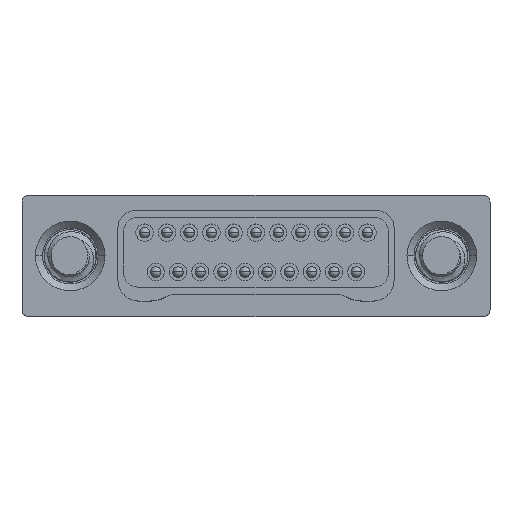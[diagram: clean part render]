
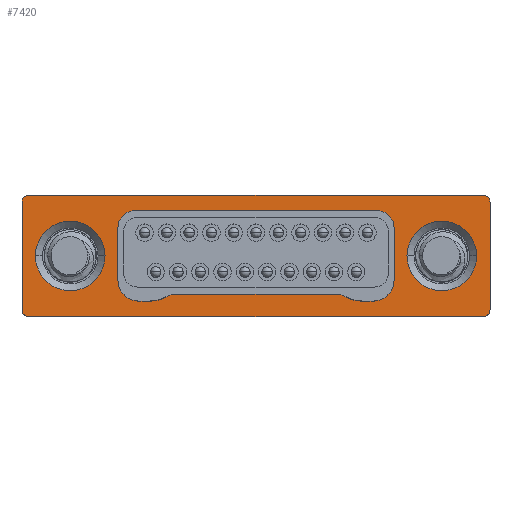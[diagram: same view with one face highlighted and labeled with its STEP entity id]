
A CAD part, top view. The second image highlights one B-rep face of the part: STEP entity #7420.
In plain terms, the highlighted planar face has unit normal (0, 0, 1).
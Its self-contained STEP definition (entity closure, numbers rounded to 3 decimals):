
#349=CARTESIAN_POINT('',(7.21,2.349,27.95));
#350=DIRECTION('',(0.,0.,1.));
#351=DIRECTION('',(1.,0.,0.));
#352=AXIS2_PLACEMENT_3D('',#349,#350,#351);
#354=CARTESIAN_POINT('',(7.21,-0.731,27.95));
#355=DIRECTION('',(0.,0.,1.));
#356=DIRECTION('',(0.,-1.,0.));
#357=AXIS2_PLACEMENT_3D('',#354,#355,#356);
#359=CARTESIAN_POINT('',(-5.83,-0.731,27.95));
#360=DIRECTION('',(0.,0.,1.));
#361=DIRECTION('',(-1.,0.,0.));
#362=AXIS2_PLACEMENT_3D('',#359,#360,#361);
#364=CARTESIAN_POINT('',(-5.83,2.349,27.95));
#365=DIRECTION('',(0.,0.,1.));
#366=DIRECTION('',(0.,1.,0.));
#367=AXIS2_PLACEMENT_3D('',#364,#365,#366);
#369=CARTESIAN_POINT('',(-4.645,0.809,27.95));
#370=DIRECTION('',(0.,0.,-1.));
#371=DIRECTION('',(1.,0.,0.));
#372=AXIS2_PLACEMENT_3D('',#369,#370,#371);
#374=CARTESIAN_POINT('',(-4.645,0.809,27.95));
#375=DIRECTION('',(0.,0.,-1.));
#376=DIRECTION('',(-1.,0.,0.));
#377=AXIS2_PLACEMENT_3D('',#374,#375,#376);
#379=CARTESIAN_POINT('',(6.025,0.809,27.95));
#380=DIRECTION('',(0.,0.,-1.));
#381=DIRECTION('',(1.,0.,0.));
#382=AXIS2_PLACEMENT_3D('',#379,#380,#381);
#384=CARTESIAN_POINT('',(6.025,0.809,27.95));
#385=DIRECTION('',(0.,0.,-1.));
#386=DIRECTION('',(-1.,0.,0.));
#387=AXIS2_PLACEMENT_3D('',#384,#385,#386);
#389=CARTESIAN_POINT('',(4.055,0.109,27.95));
#390=DIRECTION('',(0.,0.,-1.));
#391=DIRECTION('',(1.,0.,0.));
#392=AXIS2_PLACEMENT_3D('',#389,#390,#391);
#394=CARTESIAN_POINT('',(4.155,1.609,27.95));
#395=DIRECTION('',(0.,0.,-1.));
#396=DIRECTION('',(0.,1.,0.));
#397=AXIS2_PLACEMENT_3D('',#394,#395,#396);
#399=CARTESIAN_POINT('',(-2.775,1.609,27.95));
#400=DIRECTION('',(0.,0.,-1.));
#401=DIRECTION('',(-1.,0.,0.));
#402=AXIS2_PLACEMENT_3D('',#399,#400,#401);
#404=CARTESIAN_POINT('',(-2.675,0.109,27.95));
#405=DIRECTION('',(0.,0.,-1.));
#406=DIRECTION('',(0.,-1.,0.));
#407=AXIS2_PLACEMENT_3D('',#404,#405,#406);
#409=CARTESIAN_POINT('',(-2.363,0.509,27.95));
#410=DIRECTION('',(0.,0.,-1.));
#411=DIRECTION('',(0.499,-0.867,0.));
#412=AXIS2_PLACEMENT_3D('',#409,#410,#411);
#414=CARTESIAN_POINT('',(-1.614,-0.791,27.95));
#415=DIRECTION('',(0.,0.,1.));
#416=DIRECTION('',(0.,1.,0.));
#417=AXIS2_PLACEMENT_3D('',#414,#415,#416);
#419=CARTESIAN_POINT('',(2.995,-0.791,27.95));
#420=DIRECTION('',(0.,0.,1.));
#421=DIRECTION('',(0.499,0.867,0.));
#422=AXIS2_PLACEMENT_3D('',#419,#420,#421);
#424=CARTESIAN_POINT('',(3.743,0.509,27.95));
#425=DIRECTION('',(0.,0.,-1.));
#426=DIRECTION('',(0.,-1.,0.));
#427=AXIS2_PLACEMENT_3D('',#424,#425,#426);
#429=DIRECTION('',(-1.,0.,0.));
#430=VECTOR('',#429,13.04);
#431=CARTESIAN_POINT('',(7.21,2.549,27.95));
#432=LINE('',#431,#430);
#497=DIRECTION('',(0.,-1.,0.));
#498=VECTOR('',#497,3.08);
#499=CARTESIAN_POINT('',(-6.03,2.349,27.95));
#500=LINE('',#499,#498);
#513=DIRECTION('',(1.,0.,0.));
#514=VECTOR('',#513,13.04);
#515=CARTESIAN_POINT('',(-5.83,-0.931,27.95));
#516=LINE('',#515,#514);
#529=DIRECTION('',(0.,1.,0.));
#530=VECTOR('',#529,3.08);
#531=CARTESIAN_POINT('',(7.41,-0.731,27.95));
#532=LINE('',#531,#530);
#4497=DIRECTION('',(-1.,0.,0.));
#4498=VECTOR('',#4497,0.312);
#4499=CARTESIAN_POINT('',(4.055,-0.491,27.95));
#4500=LINE('',#4499,#4498);
#4513=DIRECTION('',(0.,-1.,0.));
#4514=VECTOR('',#4513,1.5);
#4515=CARTESIAN_POINT('',(4.655,1.609,27.95));
#4516=LINE('',#4515,#4514);
#4525=DIRECTION('',(1.,0.,0.));
#4526=VECTOR('',#4525,6.93);
#4527=CARTESIAN_POINT('',(-2.775,2.109,27.95));
#4528=LINE('',#4527,#4526);
#4541=DIRECTION('',(0.,1.,0.));
#4542=VECTOR('',#4541,1.5);
#4543=CARTESIAN_POINT('',(-3.275,0.109,27.95));
#4544=LINE('',#4543,#4542);
#4557=DIRECTION('',(-1.,0.,0.));
#4558=VECTOR('',#4557,0.312);
#4559=CARTESIAN_POINT('',(-2.363,-0.491,27.95));
#4560=LINE('',#4559,#4558);
#4577=DIRECTION('',(-1.,0.,0.));
#4578=VECTOR('',#4577,4.609);
#4579=CARTESIAN_POINT('',(2.995,-0.291,27.95));
#4580=LINE('',#4579,#4578);
#6373=CARTESIAN_POINT('',(3.244,-0.357,27.95));
#6374=CARTESIAN_POINT('',(2.995,-0.291,27.95));
#6375=VERTEX_POINT('',#6373);
#6376=VERTEX_POINT('',#6374);
#6377=CARTESIAN_POINT('',(7.21,2.549,27.95));
#6378=CARTESIAN_POINT('',(-5.83,2.549,27.95));
#6379=VERTEX_POINT('',#6377);
#6380=VERTEX_POINT('',#6378);
#6381=CARTESIAN_POINT('',(7.41,2.349,27.95));
#6382=VERTEX_POINT('',#6381);
#6383=CARTESIAN_POINT('',(7.41,-0.731,27.95));
#6384=VERTEX_POINT('',#6383);
#6385=CARTESIAN_POINT('',(7.21,-0.931,27.95));
#6386=VERTEX_POINT('',#6385);
#6387=CARTESIAN_POINT('',(-5.83,-0.931,27.95));
#6388=VERTEX_POINT('',#6387);
#6389=CARTESIAN_POINT('',(-6.03,-0.731,27.95));
#6390=VERTEX_POINT('',#6389);
#6391=CARTESIAN_POINT('',(-6.03,2.349,27.95));
#6392=VERTEX_POINT('',#6391);
#6393=CARTESIAN_POINT('',(-3.645,0.809,27.95));
#6394=CARTESIAN_POINT('',(-5.645,0.809,27.95));
#6395=VERTEX_POINT('',#6393);
#6396=VERTEX_POINT('',#6394);
#6397=CARTESIAN_POINT('',(7.025,0.809,27.95));
#6398=CARTESIAN_POINT('',(5.025,0.809,27.95));
#6399=VERTEX_POINT('',#6397);
#6400=VERTEX_POINT('',#6398);
#6401=CARTESIAN_POINT('',(4.055,-0.491,27.95));
#6402=CARTESIAN_POINT('',(3.743,-0.491,27.95));
#6403=VERTEX_POINT('',#6401);
#6404=VERTEX_POINT('',#6402);
#6405=CARTESIAN_POINT('',(4.655,0.109,27.95));
#6406=VERTEX_POINT('',#6405);
#6407=CARTESIAN_POINT('',(4.655,1.609,27.95));
#6408=VERTEX_POINT('',#6407);
#6409=CARTESIAN_POINT('',(4.155,2.109,27.95));
#6410=VERTEX_POINT('',#6409);
#6411=CARTESIAN_POINT('',(-2.775,2.109,27.95));
#6412=VERTEX_POINT('',#6411);
#6413=CARTESIAN_POINT('',(-3.275,1.609,27.95));
#6414=VERTEX_POINT('',#6413);
#6415=CARTESIAN_POINT('',(-3.275,0.109,27.95));
#6416=VERTEX_POINT('',#6415);
#6417=CARTESIAN_POINT('',(-2.675,-0.491,27.95));
#6418=VERTEX_POINT('',#6417);
#6419=CARTESIAN_POINT('',(-2.363,-0.491,27.95));
#6420=VERTEX_POINT('',#6419);
#6421=CARTESIAN_POINT('',(-1.864,-0.357,27.95));
#6422=VERTEX_POINT('',#6421);
#6423=CARTESIAN_POINT('',(-1.614,-0.291,27.95));
#6424=VERTEX_POINT('',#6423);
#7356=CARTESIAN_POINT('',(0.69,0.809,27.95));
#7357=DIRECTION('',(0.,0.,1.));
#7358=DIRECTION('',(1.,0.,0.));
#7359=AXIS2_PLACEMENT_3D('',#7356,#7357,#7358);
#7360=PLANE('',#7359);
#7362=ORIENTED_EDGE('',*,*,#7361,.F.);
#7364=ORIENTED_EDGE('',*,*,#7363,.F.);
#7366=ORIENTED_EDGE('',*,*,#7365,.F.);
#7368=ORIENTED_EDGE('',*,*,#7367,.F.);
#7370=ORIENTED_EDGE('',*,*,#7369,.F.);
#7372=ORIENTED_EDGE('',*,*,#7371,.F.);
#7374=ORIENTED_EDGE('',*,*,#7373,.F.);
#7376=ORIENTED_EDGE('',*,*,#7375,.F.);
#7377=EDGE_LOOP('',(#7362,#7364,#7366,#7368,#7370,#7372,#7374,#7376));
#7378=FACE_OUTER_BOUND('',#7377,.F.);
#7380=ORIENTED_EDGE('',*,*,#7379,.F.);
#7382=ORIENTED_EDGE('',*,*,#7381,.F.);
#7383=EDGE_LOOP('',(#7380,#7382));
#7384=FACE_BOUND('',#7383,.F.);
#7386=ORIENTED_EDGE('',*,*,#7385,.F.);
#7388=ORIENTED_EDGE('',*,*,#7387,.F.);
#7389=EDGE_LOOP('',(#7386,#7388));
#7390=FACE_BOUND('',#7389,.F.);
#7392=ORIENTED_EDGE('',*,*,#7391,.F.);
#7394=ORIENTED_EDGE('',*,*,#7393,.F.);
#7396=ORIENTED_EDGE('',*,*,#7395,.F.);
#7398=ORIENTED_EDGE('',*,*,#7397,.F.);
#7400=ORIENTED_EDGE('',*,*,#7399,.F.);
#7402=ORIENTED_EDGE('',*,*,#7401,.F.);
#7404=ORIENTED_EDGE('',*,*,#7403,.F.);
#7406=ORIENTED_EDGE('',*,*,#7405,.F.);
#7408=ORIENTED_EDGE('',*,*,#7407,.F.);
#7410=ORIENTED_EDGE('',*,*,#7409,.F.);
#7412=ORIENTED_EDGE('',*,*,#7411,.F.);
#7414=ORIENTED_EDGE('',*,*,#7413,.F.);
#7415=ORIENTED_EDGE('',*,*,#7346,.F.);
#7417=ORIENTED_EDGE('',*,*,#7416,.F.);
#7418=EDGE_LOOP('',(#7392,#7394,#7396,#7398,#7400,#7402,#7404,#7406,#7408,#7410,
#7412,#7414,#7415,#7417));
#7419=FACE_BOUND('',#7418,.F.);
#353=CIRCLE('',#352,0.2);
#358=CIRCLE('',#357,0.2);
#363=CIRCLE('',#362,0.2);
#368=CIRCLE('',#367,0.2);
#373=CIRCLE('',#372,1.);
#378=CIRCLE('',#377,1.);
#383=CIRCLE('',#382,1.);
#388=CIRCLE('',#387,1.);
#393=CIRCLE('',#392,0.6);
#398=CIRCLE('',#397,0.5);
#403=CIRCLE('',#402,0.5);
#408=CIRCLE('',#407,0.6);
#413=CIRCLE('',#412,1.);
#418=CIRCLE('',#417,0.5);
#423=CIRCLE('',#422,0.5);
#428=CIRCLE('',#427,1.);
#7346=EDGE_CURVE('',#6375,#6376,#423,.T.);
#7361=EDGE_CURVE('',#6379,#6380,#432,.T.);
#7363=EDGE_CURVE('',#6382,#6379,#353,.T.);
#7365=EDGE_CURVE('',#6384,#6382,#532,.T.);
#7367=EDGE_CURVE('',#6386,#6384,#358,.T.);
#7369=EDGE_CURVE('',#6388,#6386,#516,.T.);
#7371=EDGE_CURVE('',#6390,#6388,#363,.T.);
#7373=EDGE_CURVE('',#6392,#6390,#500,.T.);
#7375=EDGE_CURVE('',#6380,#6392,#368,.T.);
#7379=EDGE_CURVE('',#6395,#6396,#373,.T.);
#7381=EDGE_CURVE('',#6396,#6395,#378,.T.);
#7385=EDGE_CURVE('',#6399,#6400,#383,.T.);
#7387=EDGE_CURVE('',#6400,#6399,#388,.T.);
#7391=EDGE_CURVE('',#6403,#6404,#4500,.T.);
#7393=EDGE_CURVE('',#6406,#6403,#393,.T.);
#7395=EDGE_CURVE('',#6408,#6406,#4516,.T.);
#7397=EDGE_CURVE('',#6410,#6408,#398,.T.);
#7399=EDGE_CURVE('',#6412,#6410,#4528,.T.);
#7401=EDGE_CURVE('',#6414,#6412,#403,.T.);
#7403=EDGE_CURVE('',#6416,#6414,#4544,.T.);
#7405=EDGE_CURVE('',#6418,#6416,#408,.T.);
#7407=EDGE_CURVE('',#6420,#6418,#4560,.T.);
#7409=EDGE_CURVE('',#6422,#6420,#413,.T.);
#7411=EDGE_CURVE('',#6424,#6422,#418,.T.);
#7413=EDGE_CURVE('',#6376,#6424,#4580,.T.);
#7416=EDGE_CURVE('',#6404,#6375,#428,.T.);
#7420=ADVANCED_FACE('',(#7378,#7384,#7390,#7419),#7360,.T.);
